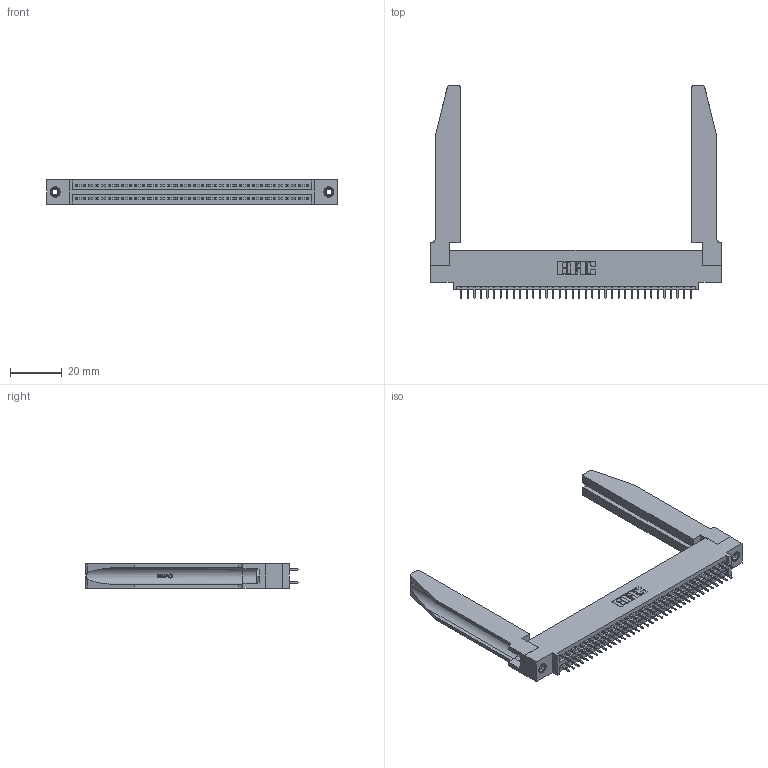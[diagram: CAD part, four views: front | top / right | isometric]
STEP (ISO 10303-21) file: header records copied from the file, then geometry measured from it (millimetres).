
FILE_DESCRIPTION (( 'STEP AP203' ), '1' );
FILE_NAME ('345-072-525-578.STEP', '2020-09-21T09:50:49', ( '' ), ( '' ), 'SwSTEP 2.0', 'SolidWorks 2020', '' );
FILE_SCHEMA (( 'CONFIG_CONTROL_DESIGN' ));
Length unit declared in the file: inch
Products named in the file (5): 345-250-001_345-250-001-102; 345-220-078_345-220-078; 345-072-525-578; 345-292-001_345-293-125; 345 Part_0.110 Offset - 0.156 Dia-TH
Assembly tree (77 placements, depth 2):
  345-072-525-578
    345 Part_0.110 Offset - 0.156 Dia-TH
    345-292-001_345-293-125  x72
    345-250-001_345-250-001-102  x2
    345-220-078_345-220-078  x2
Bounding box: 112.67 x 82.47 x 9.4 mm (x, y, z)
Volume: 18468.2 mm3; surface area: 22271 mm2
Topology: 77 solids, 77 shells, 4252 faces, 11977 edges, 7686 vertices
Faces by surface type: plane 3034, cylinder 1166, bspline 36, cone 12, torus 4
Entity records: 34000 total; most frequent: CARTESIAN_POINT 6623, ORIENTED_EDGE 5454, DIRECTION 4841, EDGE_CURVE 2727, VECTOR 2361, LINE 2361, VERTEX_POINT 1808, AXIS2_PLACEMENT_3D 1240
